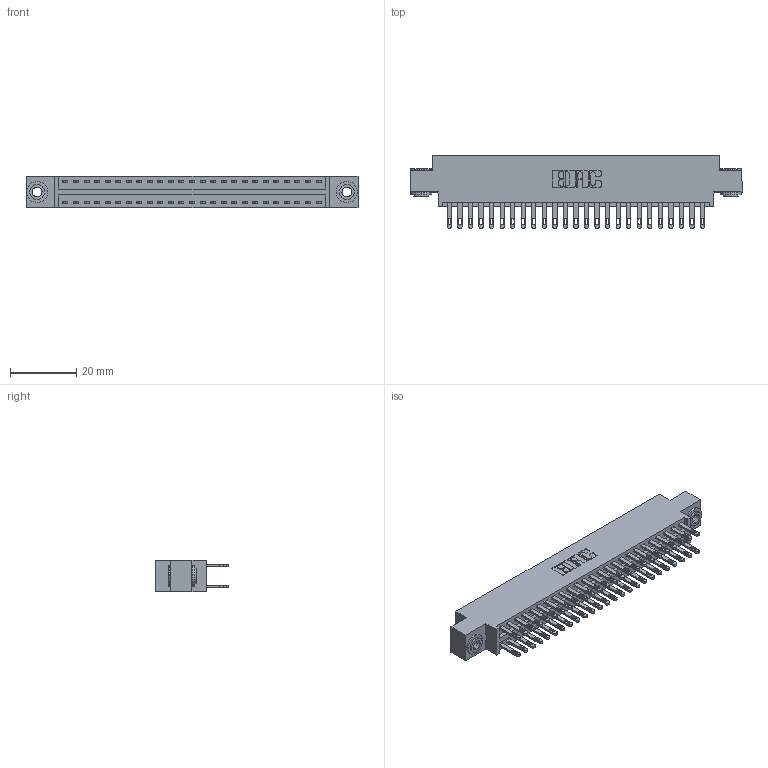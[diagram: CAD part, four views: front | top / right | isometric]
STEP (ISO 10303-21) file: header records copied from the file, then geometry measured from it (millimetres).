
FILE_DESCRIPTION (( 'STEP AP203' ), '1' );
FILE_NAME ('346-050-500-803.STEP', '2022-05-20T22:35:01', ( '' ), ( '' ), 'SwSTEP 2.0', 'SolidWorks 2020', '' );
FILE_SCHEMA (( 'CONFIG_CONTROL_DESIGN' ));
Length unit declared in the file: inch
Products named in the file (4): 346-050-500-803; 345-250-002_345-250-002-102; 346 Part_0.170 Offset - 0.156 Dia-TH; 345-292-001_345-293-100
Assembly tree (53 placements, depth 2):
  346-050-500-803
    346 Part_0.170 Offset - 0.156 Dia-TH
    345-292-001_345-293-100  x50
    345-250-002_345-250-002-102  x2
Bounding box: 99.95 x 21.84 x 9.4 mm (x, y, z)
Volume: 9613.7 mm3; surface area: 13899.2 mm2
Topology: 53 solids, 53 shells, 2578 faces, 7803 edges, 5198 vertices
Faces by surface type: plane 1554, cylinder 1016, cone 8
Entity records: 19732 total; most frequent: CARTESIAN_POINT 3257, ORIENTED_EDGE 3182, DIRECTION 2953, EDGE_CURVE 1591, VECTOR 1331, LINE 1331, VERTEX_POINT 1058, AXIS2_PLACEMENT_3D 811
